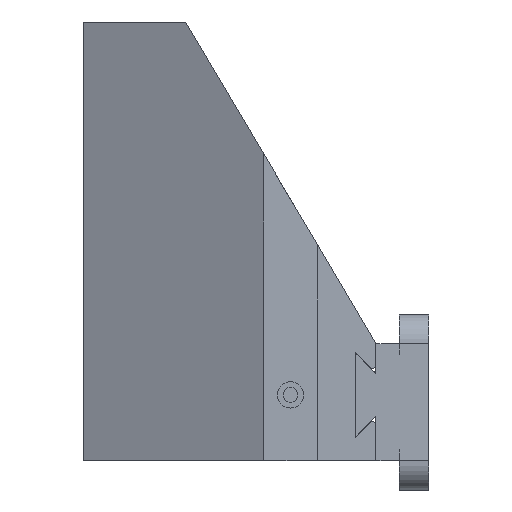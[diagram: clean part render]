
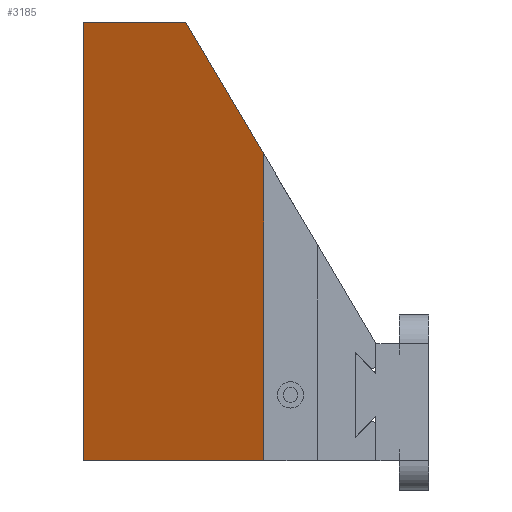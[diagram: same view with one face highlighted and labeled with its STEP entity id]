
A CAD part, left-side view. The second image highlights one B-rep face of the part: STEP entity #3185.
In plain terms, the highlighted planar face has unit normal (-0.906, 0.423, 0).
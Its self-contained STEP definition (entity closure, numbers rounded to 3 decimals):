
#292=FACE_OUTER_BOUND('',#474,.T.);
#474=EDGE_LOOP('',(#2478,#2479,#2480,#2481,#2482));
#742=LINE('',#4948,#1091);
#756=LINE('',#4972,#1105);
#759=LINE('',#4977,#1108);
#760=LINE('',#4980,#1109);
#763=LINE('',#4985,#1112);
#1091=VECTOR('',#3993,10.);
#1105=VECTOR('',#4019,10.);
#1108=VECTOR('',#4024,10.);
#1109=VECTOR('',#4027,10.);
#1112=VECTOR('',#4032,10.);
#1419=VERTEX_POINT('',#4945);
#1420=VERTEX_POINT('',#4947);
#1424=VERTEX_POINT('',#4971);
#1425=VERTEX_POINT('',#4975);
#1426=VERTEX_POINT('',#4979);
#1788=EDGE_CURVE('',#1419,#1420,#742,.T.);
#1802=EDGE_CURVE('',#1420,#1424,#756,.T.);
#1805=EDGE_CURVE('',#1419,#1425,#759,.T.);
#1806=EDGE_CURVE('',#1424,#1426,#760,.T.);
#1809=EDGE_CURVE('',#1425,#1426,#763,.T.);
#2478=ORIENTED_EDGE('',*,*,#1809,.T.);
#2479=ORIENTED_EDGE('',*,*,#1806,.F.);
#2480=ORIENTED_EDGE('',*,*,#1802,.F.);
#2481=ORIENTED_EDGE('',*,*,#1788,.F.);
#2482=ORIENTED_EDGE('',*,*,#1805,.T.);
#3037=PLANE('',#3424);
#3185=ADVANCED_FACE('',(#292),#3037,.T.);
#3424=AXIS2_PLACEMENT_3D('',#4984,#4030,#4031);
#3993=DIRECTION('',(0.423,0.906,0.));
#4019=DIRECTION('',(0.,0.,1.));
#4024=DIRECTION('',(0.,0.,1.));
#4027=DIRECTION('',(-0.423,-0.906,0.));
#4030=DIRECTION('center_axis',(-0.906,0.423,0.));
#4031=DIRECTION('ref_axis',(-0.423,-0.906,0.));
#4032=DIRECTION('',(0.231,0.495,0.838));
#4945=CARTESIAN_POINT('',(-11.431,-51.624,-839.015));
#4947=CARTESIAN_POINT('',(17.305,10.,-839.015));
#4948=CARTESIAN_POINT('',(-11.431,-51.624,-839.015));
#4971=CARTESIAN_POINT('',(17.305,10.,-689.015));
#4972=CARTESIAN_POINT('',(17.305,10.,-839.015));
#4975=CARTESIAN_POINT('',(-11.431,-51.624,-734.071));
#4977=CARTESIAN_POINT('',(-11.431,-51.624,-839.015));
#4979=CARTESIAN_POINT('',(0.984,-25.,-689.015));
#4980=CARTESIAN_POINT('',(-11.431,-51.624,-689.015));
#4984=CARTESIAN_POINT('Origin',(17.305,10.,-839.015));
#4985=CARTESIAN_POINT('',(-21.575,-73.378,-770.886));
